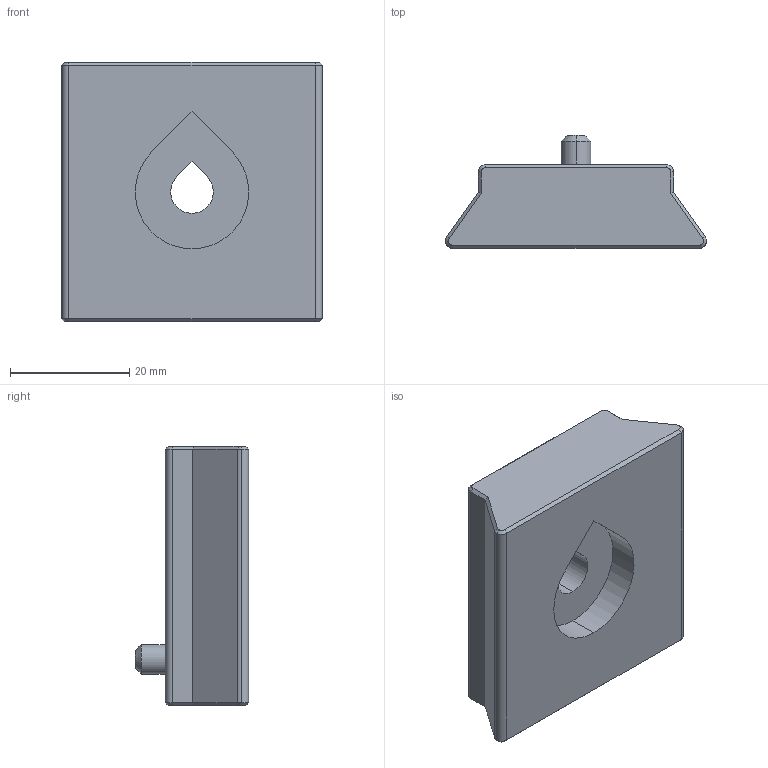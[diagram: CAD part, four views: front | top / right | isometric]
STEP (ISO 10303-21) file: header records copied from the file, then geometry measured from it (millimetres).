
FILE_DESCRIPTION (( 'STEP AP203' ), '1' );
FILE_NAME ('ACE D4 TRIPOD MOUNT REV 1.STEP', '2023-03-01T19:06:54', ( '' ), ( '' ), 'SwSTEP 2.0', 'SolidWorks 2020', '' );
FILE_SCHEMA (( 'CONFIG_CONTROL_DESIGN' ));
Length unit declared in the file: millimetre
Products named in the file (1): ACE D4 TRIPOD MOUNT REV 1
Bounding box: 43.79 x 19 x 43.5 mm (x, y, z)
Volume: 20715.6 mm3; surface area: 6102 mm2
Topology: 1 solids, 1 shells, 49 faces, 112 edges, 67 vertices
Faces by surface type: plane 26, cone 12, cylinder 11
Entity records: 1438 total; most frequent: DIRECTION 247, CARTESIAN_POINT 229, ORIENTED_EDGE 224, EDGE_CURVE 112, AXIS2_PLACEMENT_3D 85, LINE 77, VECTOR 77, VERTEX_POINT 67
